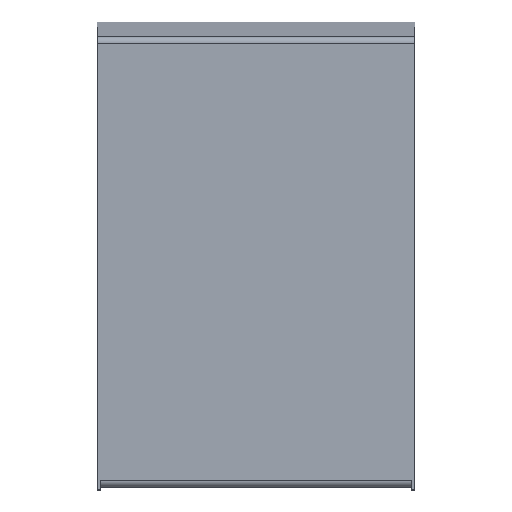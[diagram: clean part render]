
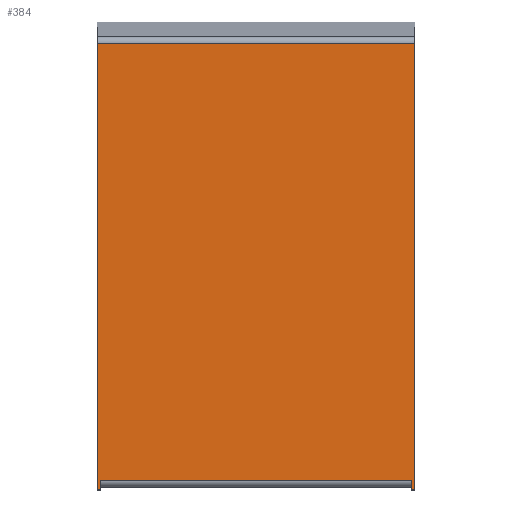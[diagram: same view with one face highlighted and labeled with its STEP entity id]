
A CAD part, top view. The second image highlights one B-rep face of the part: STEP entity #384.
In plain terms, the highlighted planar face has unit normal (0, 0, 1).
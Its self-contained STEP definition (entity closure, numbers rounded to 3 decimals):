
#96 = DIRECTION ( 'NONE',  ( -1., 0., 0. ) ) ;
#175 = CARTESIAN_POINT ( 'NONE',  ( -72.5, -119.787, 31.716 ) ) ;
#198 = LINE ( 'NONE', #1212, #3517 ) ;
#357 = VECTOR ( 'NONE', #5000, 1000. ) ;
#384 = ADVANCED_FACE ( 'NONE', ( #6109 ), #862, .T. ) ;
#394 = EDGE_CURVE ( 'NONE', #4023, #1540, #5214, .T. ) ;
#396 = ORIENTED_EDGE ( 'NONE', *, *, #1311, .T. ) ;
#653 = EDGE_CURVE ( 'NONE', #4864, #1323, #4096, .T. ) ;
#862 = PLANE ( 'NONE',  #2617 ) ;
#930 = EDGE_CURVE ( 'NONE', #5400, #1540, #4990, .T. ) ;
#1131 = VERTEX_POINT ( 'NONE', #175 ) ;
#1212 = CARTESIAN_POINT ( 'NONE',  ( -72.5, 91.207, 31.716 ) ) ;
#1246 = DIRECTION ( 'NONE',  ( 1., 0., 0. ) ) ;
#1311 = EDGE_CURVE ( 'NONE', #1131, #1323, #1343, .T. ) ;
#1323 = VERTEX_POINT ( 'NONE', #5636 ) ;
#1343 = LINE ( 'NONE', #5127, #4801 ) ;
#1374 = VECTOR ( 'NONE', #96, 1000. ) ;
#1417 = CARTESIAN_POINT ( 'NONE',  ( -74., 84.317, 31.716 ) ) ;
#1540 = VERTEX_POINT ( 'NONE', #5069 ) ;
#1783 = VERTEX_POINT ( 'NONE', #3663 ) ;
#1860 = LINE ( 'NONE', #1417, #3232 ) ;
#1892 = LINE ( 'NONE', #2376, #4412 ) ;
#2083 = ORIENTED_EDGE ( 'NONE', *, *, #3387, .F. ) ;
#2277 = EDGE_LOOP ( 'NONE', ( #2083, #5025, #3026, #2467, #2359, #396, #4795, #5898 ) ) ;
#2318 = VECTOR ( 'NONE', #6174, 1000. ) ;
#2355 = DIRECTION ( 'NONE',  ( 1., 0., 0. ) ) ;
#2359 = ORIENTED_EDGE ( 'NONE', *, *, #3347, .F. ) ;
#2376 = CARTESIAN_POINT ( 'NONE',  ( 72.5, -124.117, 31.716 ) ) ;
#2448 = DIRECTION ( 'NONE',  ( 1., 0., 0. ) ) ;
#2467 = ORIENTED_EDGE ( 'NONE', *, *, #930, .F. ) ;
#2599 = DIRECTION ( 'NONE',  ( 0., 0., 1. ) ) ;
#2617 = AXIS2_PLACEMENT_3D ( 'NONE', #5996, #2599, #4670 ) ;
#2757 = EDGE_CURVE ( 'NONE', #4023, #1783, #1860, .T. ) ;
#2952 = CARTESIAN_POINT ( 'NONE',  ( 74., -124.117, 31.716 ) ) ;
#3026 = ORIENTED_EDGE ( 'NONE', *, *, #394, .T. ) ;
#3103 = CARTESIAN_POINT ( 'NONE',  ( 74., 84.317, 31.716 ) ) ;
#3232 = VECTOR ( 'NONE', #2355, 1000. ) ;
#3247 = CARTESIAN_POINT ( 'NONE',  ( 72.5, 91.207, 31.716 ) ) ;
#3347 = EDGE_CURVE ( 'NONE', #1131, #5400, #198, .T. ) ;
#3387 = EDGE_CURVE ( 'NONE', #1783, #4892, #3638, .T. ) ;
#3517 = VECTOR ( 'NONE', #6009, 1000. ) ;
#3615 = CARTESIAN_POINT ( 'NONE',  ( 72.5, -124.117, 31.716 ) ) ;
#3638 = LINE ( 'NONE', #3103, #357 ) ;
#3663 = CARTESIAN_POINT ( 'NONE',  ( 74., 84.317, 31.716 ) ) ;
#3764 = CARTESIAN_POINT ( 'NONE',  ( -74., 84.317, 31.716 ) ) ;
#3816 = VECTOR ( 'NONE', #6131, 1000. ) ;
#4023 = VERTEX_POINT ( 'NONE', #4351 ) ;
#4032 = CARTESIAN_POINT ( 'NONE',  ( -72.5, -124.117, 31.716 ) ) ;
#4096 = LINE ( 'NONE', #3247, #3816 ) ;
#4148 = CARTESIAN_POINT ( 'NONE',  ( -72.5, -124.117, 31.716 ) ) ;
#4351 = CARTESIAN_POINT ( 'NONE',  ( -74., 84.317, 31.716 ) ) ;
#4412 = VECTOR ( 'NONE', #2448, 1000. ) ;
#4670 = DIRECTION ( 'NONE',  ( 0., -1., 0. ) ) ;
#4795 = ORIENTED_EDGE ( 'NONE', *, *, #653, .F. ) ;
#4801 = VECTOR ( 'NONE', #1246, 1000. ) ;
#4864 = VERTEX_POINT ( 'NONE', #3615 ) ;
#4892 = VERTEX_POINT ( 'NONE', #2952 ) ;
#4990 = LINE ( 'NONE', #4032, #1374 ) ;
#5000 = DIRECTION ( 'NONE',  ( 0., -1., 0. ) ) ;
#5025 = ORIENTED_EDGE ( 'NONE', *, *, #2757, .F. ) ;
#5069 = CARTESIAN_POINT ( 'NONE',  ( -74., -124.117, 31.716 ) ) ;
#5127 = CARTESIAN_POINT ( 'NONE',  ( -74., -119.787, 31.716 ) ) ;
#5214 = LINE ( 'NONE', #3764, #2318 ) ;
#5400 = VERTEX_POINT ( 'NONE', #4148 ) ;
#5584 = EDGE_CURVE ( 'NONE', #4864, #4892, #1892, .T. ) ;
#5636 = CARTESIAN_POINT ( 'NONE',  ( 72.5, -119.787, 31.716 ) ) ;
#5898 = ORIENTED_EDGE ( 'NONE', *, *, #5584, .T. ) ;
#5996 = CARTESIAN_POINT ( 'NONE',  ( -74., 84.317, 31.716 ) ) ;
#6009 = DIRECTION ( 'NONE',  ( 0., -1., 0. ) ) ;
#6109 = FACE_OUTER_BOUND ( 'NONE', #2277, .T. ) ;
#6131 = DIRECTION ( 'NONE',  ( 0., 1., 0. ) ) ;
#6174 = DIRECTION ( 'NONE',  ( 0., -1., 0. ) ) ;
